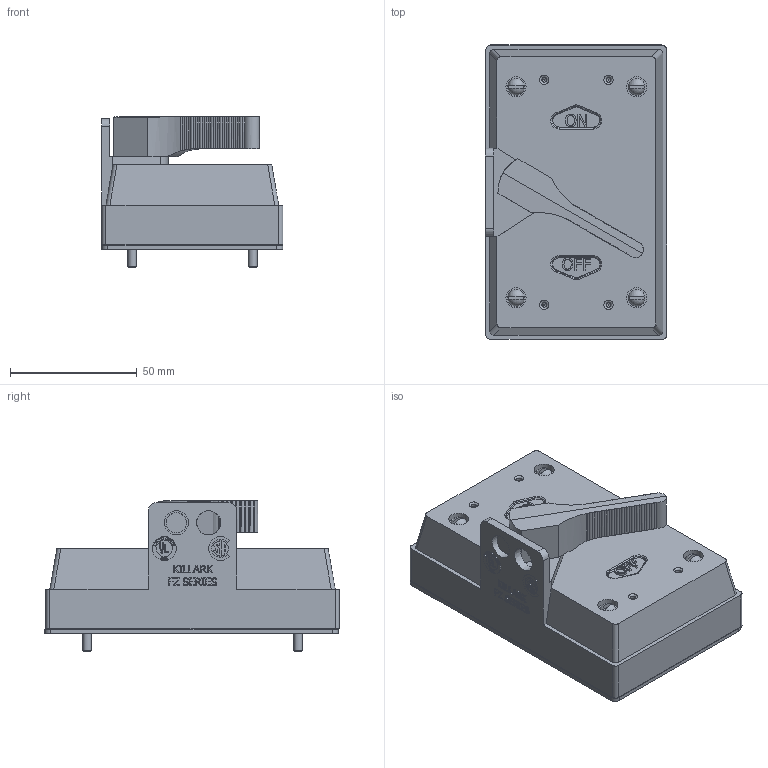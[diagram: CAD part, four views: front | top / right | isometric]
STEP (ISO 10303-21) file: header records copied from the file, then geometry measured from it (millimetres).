
FILE_DESCRIPTION(/* description */ ('FZ SERIES COVER ASSY (FOR FZ8647)'),/* implementation_level */ '2;1');
FILE_NAME(/* name */ 'KIL_FZ8647.stp',/* time_stamp */ '2020-11-04T16:35:03+05:00',/* author */ ('lsugumaran'),/* organization */ (''),/* preprocessor_version */ 'ST-DEVELOPER v18',/* originating_system */ 'Autodesk Inventor 2020',/* authorisation */ '');
FILE_SCHEMA (('AUTOMOTIVE_DESIGN { 1 0 10303 214 3 1 1 }'));
Products named in the file (12): 08708BAAM; 0068804M; 0246710M; 16990; 0722995B; 18143AAAB; 0723070B; 00891925; 0103240B; 0301350B; 0330017B; 0682428B
Assembly tree (14 placements, depth 2):
  08708BAAM
    0068804M
    0246710M
    16990
    0722995B
    18143AAAB
    0723070B
    00891925  x4
    0103240B
    0301350B
    0330017B
    0682428B
Bounding box: 71.69 x 116.28 x 59.53 mm (x, y, z)
Volume: 86512.6 mm3; surface area: 60787.4 mm2
Topology: 14 solids, 14 shells, 2370 faces, 6211 edges, 4066 vertices
Faces by surface type: plane 1111, bspline 770, cylinder 344, torus 96, sphere 27, cone 22
Full cylindrical faces by diameter (mm): 1.041 x2, 2.108 x4, 3.505 x4, 3.696 x1, 3.962 x1, 3.969 x4, 4.286 x4, 4.762 x4, 4.826 x2, 6.35 x1, 6.655 x1, 7.938 x4, 8.814 x1, 9.398 x4, 9.525 x3, 12.7 x1
Entity records: 80643 total; most frequent: CARTESIAN_POINT 26401, ORIENTED_EDGE 12322, DIRECTION 8886, EDGE_CURVE 6161, VERTEX_POINT 4036, LINE 3586, VECTOR 3586, AXIS2_PLACEMENT_3D 2650
